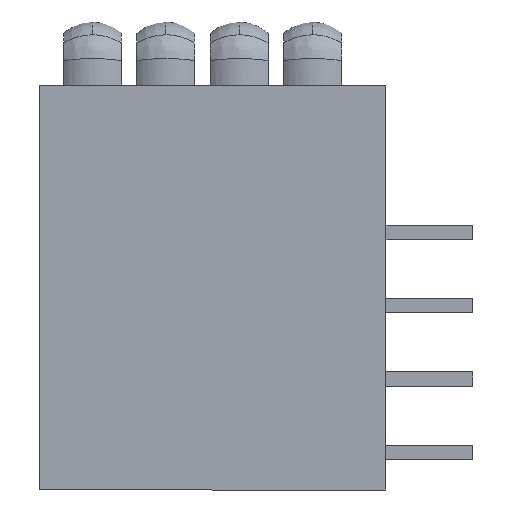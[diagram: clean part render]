
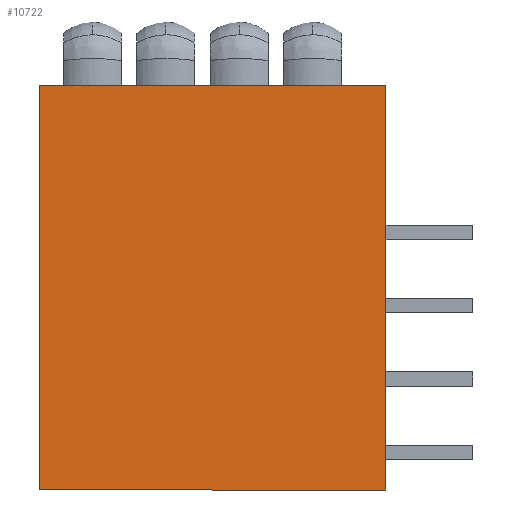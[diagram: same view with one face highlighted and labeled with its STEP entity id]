
A CAD part, left-side view. The second image highlights one B-rep face of the part: STEP entity #10722.
In plain terms, the highlighted planar face has unit normal (-1, 0, 0).
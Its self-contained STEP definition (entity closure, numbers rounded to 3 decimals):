
#3376 = LINE ( 'NONE', #3377, #4026 ) ;
#3377 = CARTESIAN_POINT ( 'NONE',  ( -2.54, -6., -15.061 ) ) ;
#3378 = DIRECTION ( 'NONE',  ( 0., 0., -1. ) ) ;
#3388 = LINE ( 'NONE', #3389, #4030 ) ;
#3389 = CARTESIAN_POINT ( 'NONE',  ( -2.54, 0.014, -7. ) ) ;
#3390 = DIRECTION ( 'NONE',  ( 0., -1., 0. ) ) ;
#3397 = LINE ( 'NONE', #3398, #4033 ) ;
#3398 = CARTESIAN_POINT ( 'NONE',  ( -2.54, 6., -15.061 ) ) ;
#3399 = DIRECTION ( 'NONE',  ( 0., 0., -1. ) ) ;
#4026 = VECTOR ( 'NONE', #3378, 1000. ) ;
#4030 = VECTOR ( 'NONE', #3390, 1000. ) ;
#4033 = VECTOR ( 'NONE', #3399, 1000. ) ;
#4944 = LINE ( 'NONE', #4945, #5512 ) ;
#4945 = CARTESIAN_POINT ( 'NONE',  ( -2.54, 0.014, 7. ) ) ;
#4946 = DIRECTION ( 'NONE',  ( 0., -1., 0. ) ) ;
#5462 = FACE_OUTER_BOUND ( 'NONE', #9536, .T. ) ;
#5464 = AXIS2_PLACEMENT_3D ( 'NONE', #6316, #6317, #6318 ) ;
#5512 = VECTOR ( 'NONE', #4946, 1000. ) ;
#6315 = PLANE ( 'NONE',  #5464 ) ;
#6316 = CARTESIAN_POINT ( 'NONE',  ( -2.54, 0.014, -15.061 ) ) ;
#6317 = DIRECTION ( 'NONE',  ( 1., 0., 0. ) ) ;
#6318 = DIRECTION ( 'NONE',  ( 0., 0., -1. ) ) ;
#6511 = CARTESIAN_POINT ( 'NONE',  ( -2.54, -6., 7. ) ) ;
#6517 = CARTESIAN_POINT ( 'NONE',  ( -2.54, 6., 7. ) ) ;
#6658 = VERTEX_POINT ( 'NONE', #9955 ) ;
#6660 = VERTEX_POINT ( 'NONE', #9957 ) ;
#8979 = EDGE_CURVE ( 'NONE', #11117, #6658, #3376, .T. ) ;
#8983 = EDGE_CURVE ( 'NONE', #6660, #6658, #3388, .T. ) ;
#8986 = EDGE_CURVE ( 'NONE', #11123, #6660, #3397, .T. ) ;
#9536 = EDGE_LOOP ( 'NONE', ( #13554, #13555, #13556, #13553 ) ) ;
#9955 = CARTESIAN_POINT ( 'NONE',  ( -2.54, -6., -7. ) ) ;
#9957 = CARTESIAN_POINT ( 'NONE',  ( -2.54, 6., -7. ) ) ;
#10558 = EDGE_CURVE ( 'NONE', #11123, #11117, #4944, .T. ) ;
#10722 = ADVANCED_FACE ( 'NONE', ( #5462 ), #6315, .F. ) ;
#11117 = VERTEX_POINT ( 'NONE', #6511 ) ;
#11123 = VERTEX_POINT ( 'NONE', #6517 ) ;
#13553 = ORIENTED_EDGE ( 'NONE', *, *, #8983, .T. ) ;
#13554 = ORIENTED_EDGE ( 'NONE', *, *, #8979, .F. ) ;
#13555 = ORIENTED_EDGE ( 'NONE', *, *, #10558, .F. ) ;
#13556 = ORIENTED_EDGE ( 'NONE', *, *, #8986, .T. ) ;
